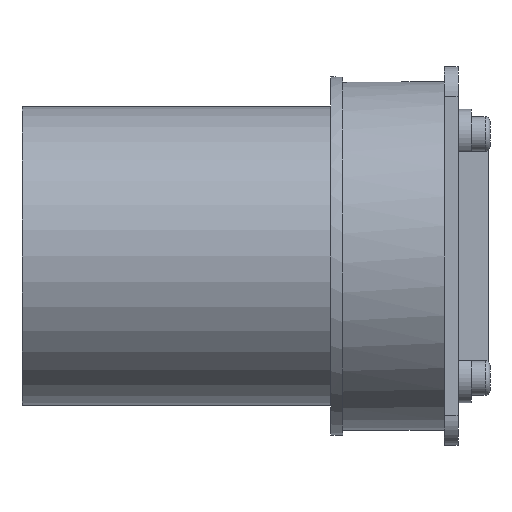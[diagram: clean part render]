
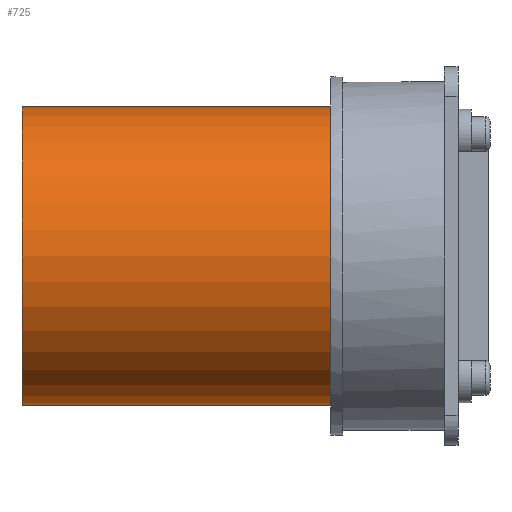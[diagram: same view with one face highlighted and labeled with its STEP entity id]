
A CAD part, front view. The second image highlights one B-rep face of the part: STEP entity #725.
In plain terms, the highlighted cylindrical face has radius 15 mm (diameter 30 mm), a full revolution.
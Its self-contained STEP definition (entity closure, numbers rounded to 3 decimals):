
#60=CYLINDRICAL_SURFACE('',#806,15.);
#95=CIRCLE('',#807,15.);
#96=CIRCLE('',#808,15.);
#137=FACE_OUTER_BOUND('',#188,.T.);
#188=EDGE_LOOP('',(#585,#586,#587,#588));
#251=LINE('',#1199,#307);
#307=VECTOR('',#980,15.);
#370=VERTEX_POINT('',#1196);
#371=VERTEX_POINT('',#1198);
#449=EDGE_CURVE('',#370,#370,#95,.T.);
#450=EDGE_CURVE('',#370,#371,#251,.T.);
#451=EDGE_CURVE('',#371,#371,#96,.T.);
#585=ORIENTED_EDGE('',*,*,#449,.F.);
#586=ORIENTED_EDGE('',*,*,#450,.T.);
#587=ORIENTED_EDGE('',*,*,#451,.F.);
#588=ORIENTED_EDGE('',*,*,#450,.F.);
#725=ADVANCED_FACE('',(#137),#60,.T.);
#806=AXIS2_PLACEMENT_3D('',#1195,#976,#977);
#807=AXIS2_PLACEMENT_3D('',#1197,#978,#979);
#808=AXIS2_PLACEMENT_3D('',#1200,#981,#982);
#976=DIRECTION('center_axis',(-1.,0.,0.));
#977=DIRECTION('ref_axis',(0.,0.,1.));
#978=DIRECTION('center_axis',(-1.,0.,0.));
#979=DIRECTION('ref_axis',(0.,0.,1.));
#980=DIRECTION('',(1.,0.,0.));
#981=DIRECTION('center_axis',(1.,0.,0.));
#982=DIRECTION('ref_axis',(0.,0.,1.));
#1195=CARTESIAN_POINT('Origin',(252.658,213.27,93.715));
#1196=CARTESIAN_POINT('',(221.658,213.27,78.715));
#1197=CARTESIAN_POINT('Origin',(221.658,213.27,93.715));
#1198=CARTESIAN_POINT('',(252.658,213.27,78.715));
#1199=CARTESIAN_POINT('',(252.658,213.27,78.715));
#1200=CARTESIAN_POINT('Origin',(252.658,213.27,93.715));
